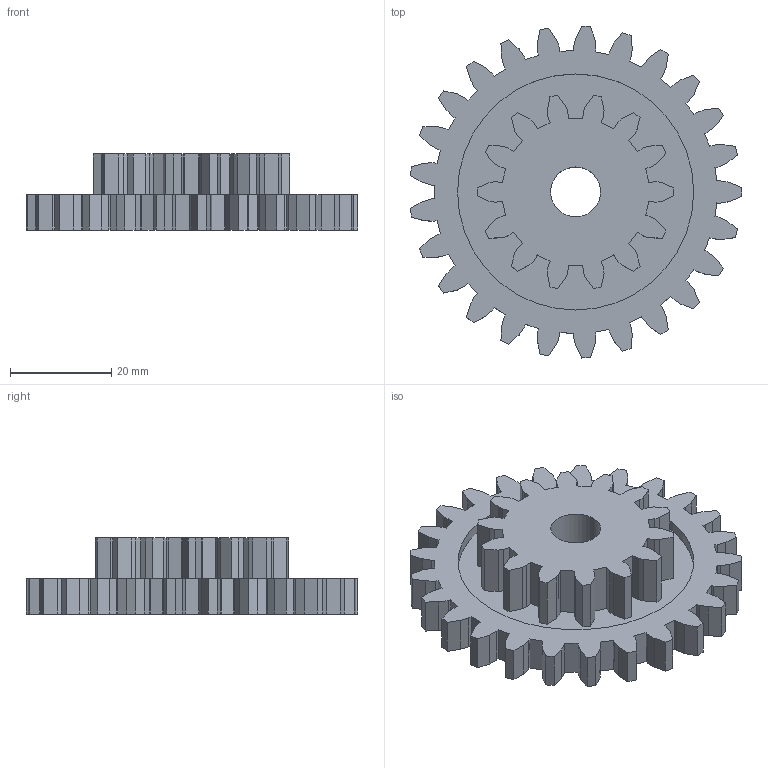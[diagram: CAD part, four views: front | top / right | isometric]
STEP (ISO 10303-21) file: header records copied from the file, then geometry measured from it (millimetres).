
FILE_DESCRIPTION (( 'STEP AP214' ), '1' );
FILE_NAME ('gears.STEP', '2016-01-06T22:21:27', ( '' ), ( '' ), 'SwSTEP 2.0', 'SolidWorks 2015', '' );
FILE_SCHEMA (( 'AUTOMOTIVE_DESIGN' ));
Length unit declared in the file: millimetre
Products named in the file (3): small gear; spurs; gears
Assembly tree (2 placements, depth 2):
  gears
    spurs
    small gear
Bounding box: 65.32 x 65.45 x 15 mm (x, y, z)
Volume: 24378.6 mm3; surface area: 12606.5 mm2
Topology: 2 solids, 2 shells, 323 faces, 954 edges, 636 vertices
Faces by surface type: plane 317, cylinder 6
Entity records: 10678 total; most frequent: CARTESIAN_POINT 1918, ORIENTED_EDGE 1908, DIRECTION 1622, EDGE_CURVE 954, VECTOR 942, LINE 942, VERTEX_POINT 636, AXIS2_PLACEMENT_3D 340
